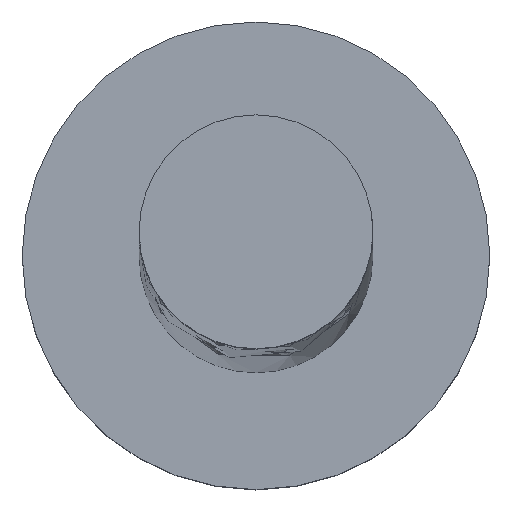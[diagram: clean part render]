
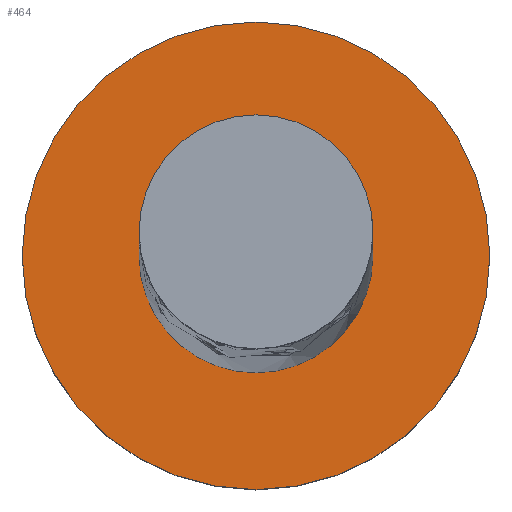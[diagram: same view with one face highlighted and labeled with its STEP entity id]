
A CAD part, top view. The second image highlights one B-rep face of the part: STEP entity #464.
In plain terms, the highlighted planar face has unit normal (0, 0, 1).
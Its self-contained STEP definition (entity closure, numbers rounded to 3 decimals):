
#48 = EDGE_LOOP ( 'NONE', ( #1228, #1738 ) ) ;
#57 = VERTEX_POINT ( 'NONE', #1594 ) ;
#62 = CARTESIAN_POINT ( 'NONE',  ( 0., 0., 5. ) ) ;
#135 = DIRECTION ( 'NONE',  ( 0., 0., 1. ) ) ;
#136 = CIRCLE ( 'NONE', #1726, 6. ) ;
#194 = VERTEX_POINT ( 'NONE', #1375 ) ;
#286 = CARTESIAN_POINT ( 'NONE',  ( 0., 0., 5. ) ) ;
#368 = DIRECTION ( 'NONE',  ( 0., 0., 1. ) ) ;
#371 = CARTESIAN_POINT ( 'NONE',  ( 3., 0., 5. ) ) ;
#379 = DIRECTION ( 'NONE',  ( 1., 0., 0. ) ) ;
#449 = AXIS2_PLACEMENT_3D ( 'NONE', #62, #654, #1825 ) ;
#464 = ADVANCED_FACE ( 'NONE', ( #1289, #1717 ), #1151, .T. ) ;
#501 = CARTESIAN_POINT ( 'NONE',  ( 0., 0., 5. ) ) ;
#512 = AXIS2_PLACEMENT_3D ( 'NONE', #527, #1833, #679 ) ;
#527 = CARTESIAN_POINT ( 'NONE',  ( 0., 0., 5. ) ) ;
#541 = ORIENTED_EDGE ( 'NONE', *, *, #1885, .F. ) ;
#543 = CIRCLE ( 'NONE', #449, 3. ) ;
#650 = ORIENTED_EDGE ( 'NONE', *, *, #1020, .F. ) ;
#654 = DIRECTION ( 'NONE',  ( 0., 0., 1. ) ) ;
#666 = CIRCLE ( 'NONE', #512, 6. ) ;
#677 = EDGE_LOOP ( 'NONE', ( #541, #650 ) ) ;
#679 = DIRECTION ( 'NONE',  ( 1., 0., 0. ) ) ;
#685 = CARTESIAN_POINT ( 'NONE',  ( 0., 0., 5. ) ) ;
#812 = CARTESIAN_POINT ( 'NONE',  ( -6., 0., 5. ) ) ;
#863 = VERTEX_POINT ( 'NONE', #371 ) ;
#880 = EDGE_CURVE ( 'NONE', #1561, #57, #666, .T. ) ;
#965 = DIRECTION ( 'NONE',  ( 1., 0., 0. ) ) ;
#1020 = EDGE_CURVE ( 'NONE', #863, #194, #543, .T. ) ;
#1031 = EDGE_CURVE ( 'NONE', #57, #1561, #136, .T. ) ;
#1131 = CIRCLE ( 'NONE', #1156, 3. ) ;
#1151 = PLANE ( 'NONE',  #1223 ) ;
#1156 = AXIS2_PLACEMENT_3D ( 'NONE', #685, #368, #379 ) ;
#1223 = AXIS2_PLACEMENT_3D ( 'NONE', #286, #135, #1313 ) ;
#1228 = ORIENTED_EDGE ( 'NONE', *, *, #880, .T. ) ;
#1289 = FACE_BOUND ( 'NONE', #677, .T. ) ;
#1313 = DIRECTION ( 'NONE',  ( 1., 0., 0. ) ) ;
#1375 = CARTESIAN_POINT ( 'NONE',  ( -3., 0., 5. ) ) ;
#1546 = DIRECTION ( 'NONE',  ( 0., 0., 1. ) ) ;
#1561 = VERTEX_POINT ( 'NONE', #812 ) ;
#1594 = CARTESIAN_POINT ( 'NONE',  ( 6., 0., 5. ) ) ;
#1717 = FACE_OUTER_BOUND ( 'NONE', #48, .T. ) ;
#1726 = AXIS2_PLACEMENT_3D ( 'NONE', #501, #1546, #965 ) ;
#1738 = ORIENTED_EDGE ( 'NONE', *, *, #1031, .T. ) ;
#1825 = DIRECTION ( 'NONE',  ( 1., 0., 0. ) ) ;
#1833 = DIRECTION ( 'NONE',  ( 0., 0., 1. ) ) ;
#1885 = EDGE_CURVE ( 'NONE', #194, #863, #1131, .T. ) ;
